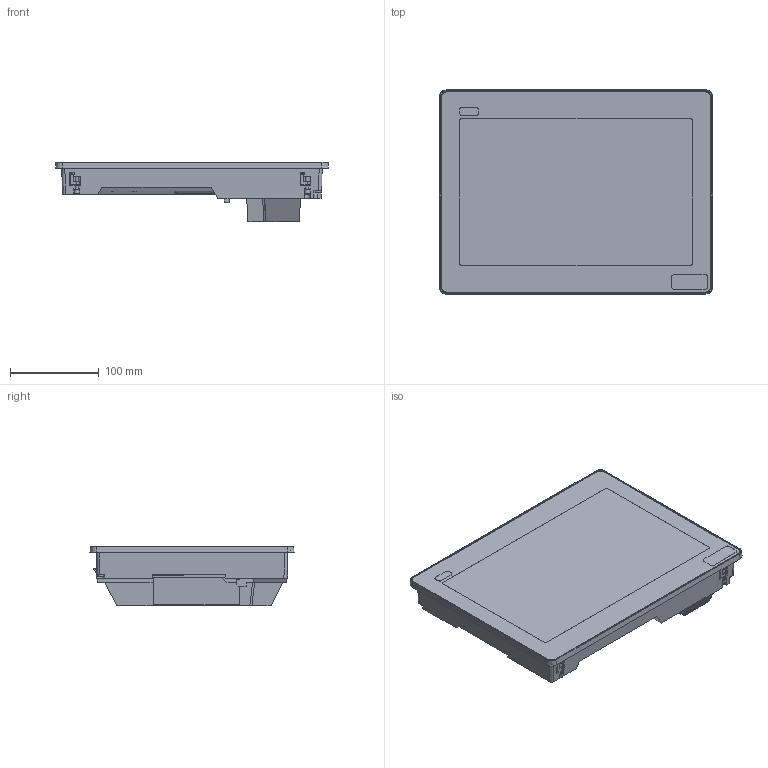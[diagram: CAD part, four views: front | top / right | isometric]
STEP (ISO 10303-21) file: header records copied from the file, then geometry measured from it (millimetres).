
FILE_DESCRIPTION(('STEP AP242'),'1');
FILE_NAME('hmidt651.stp','2019-01-23T15:59:05',('TraceParts'),('TraceParts S.A.'),'Spatial InterOp 3D',' ',' ');
FILE_SCHEMA(('AP242_MANAGED_MODEL_BASED_3D_ENGINEERING_MIM_LF {1 0 10303 442 1 1 4}'));
Length unit declared in the file: millimetre
Products named in the file (1): hmidt651_1
Bounding box: 308.44 x 230.44 x 67.11 mm (x, y, z)
Volume: 2527360 mm3; surface area: 211625.7 mm2
Topology: 4 solids, 4 shells, 820 faces, 2171 edges, 1413 vertices
Faces by surface type: plane 503, cylinder 198, bspline 38, extrusion 30, torus 30, cone 15, sphere 6
Entity records: 34601 total; most frequent: CARTESIAN_POINT 7871, ORIENTED_EDGE 4342, DIRECTION 3900, EDGE_CURVE 2171, VECTOR 1442, VERTEX_POINT 1413, LINE 1412, AXIS2_PLACEMENT_3D 1229
